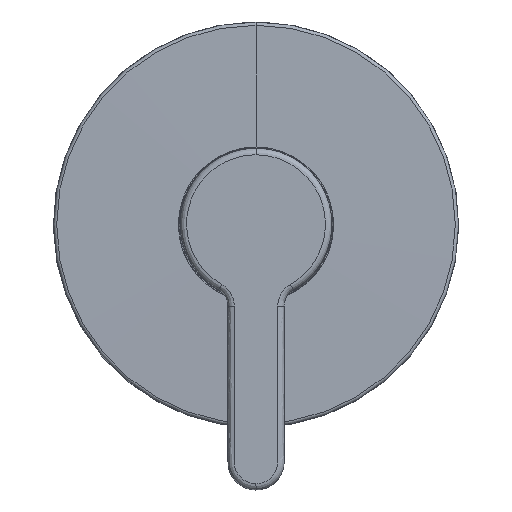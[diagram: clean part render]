
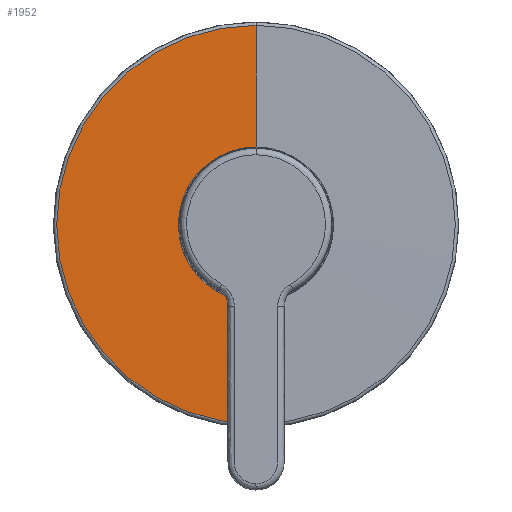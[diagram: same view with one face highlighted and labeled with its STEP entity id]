
A CAD part, top view. The second image highlights one B-rep face of the part: STEP entity #1952.
In plain terms, the highlighted spherical face has radius 4000 mm.
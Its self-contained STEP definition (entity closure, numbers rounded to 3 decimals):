
#47 = SPHERICAL_SURFACE ( 'NONE', #1103, 4000. ) ;
#86 = VERTEX_POINT ( 'NONE', #2137 ) ;
#110 = CARTESIAN_POINT ( 'NONE',  ( 125.328, 33.998, 14.081 ) ) ;
#148 = DIRECTION ( 'NONE',  ( 0., 1., 0. ) ) ;
#186 = DIRECTION ( 'NONE',  ( -1., 0., 0. ) ) ;
#345 = EDGE_CURVE ( 'NONE', #2487, #3049, #2063, .T. ) ;
#443 = EDGE_CURVE ( 'NONE', #86, #3049, #1986, .T. ) ;
#521 = DIRECTION ( 'NONE',  ( 1., 0., 0. ) ) ;
#985 = CARTESIAN_POINT ( 'NONE',  ( 125.328, 58.898, 14.081 ) ) ;
#999 = AXIS2_PLACEMENT_3D ( 'NONE', #3037, #1588, #148 ) ;
#1056 = CARTESIAN_POINT ( 'NONE',  ( 125.328, 58.898, -3985.842 ) ) ;
#1103 = AXIS2_PLACEMENT_3D ( 'NONE', #1056, #2747, #1295 ) ;
#1219 = DIRECTION ( 'NONE',  ( 1., 0., 0. ) ) ;
#1249 = EDGE_CURVE ( 'NONE', #2887, #2487, #1276, .T. ) ;
#1276 = CIRCLE ( 'NONE', #1459, 24.9 ) ;
#1295 = DIRECTION ( 'NONE',  ( 0., -1., 0. ) ) ;
#1336 = FACE_OUTER_BOUND ( 'NONE', #2660, .T. ) ;
#1451 = ORIENTED_EDGE ( 'NONE', *, *, #1249, .F. ) ;
#1459 = AXIS2_PLACEMENT_3D ( 'NONE', #985, #2671, #1219 ) ;
#1588 = DIRECTION ( 'NONE',  ( 0., 0., 1. ) ) ;
#1625 = CARTESIAN_POINT ( 'NONE',  ( 125.328, 58.898, -3985.842 ) ) ;
#1681 = ORIENTED_EDGE ( 'NONE', *, *, #443, .T. ) ;
#1745 = AXIS2_PLACEMENT_3D ( 'NONE', #1625, #186, #1870 ) ;
#1870 = DIRECTION ( 'NONE',  ( 0., -1., 0. ) ) ;
#1952 = ADVANCED_FACE ( 'NONE', ( #1336 ), #47, .T. ) ;
#1960 = CARTESIAN_POINT ( 'NONE',  ( 125.328, 58.898, -3985.842 ) ) ;
#1986 = CIRCLE ( 'NONE', #999, 63.92 ) ;
#2010 = ORIENTED_EDGE ( 'NONE', *, *, #2057, .T. ) ;
#2051 = CIRCLE ( 'NONE', #1745, 4000. ) ;
#2057 = EDGE_CURVE ( 'NONE', #2887, #86, #2051, .T. ) ;
#2063 = CIRCLE ( 'NONE', #2877, 4000. ) ;
#2096 = ORIENTED_EDGE ( 'NONE', *, *, #345, .F. ) ;
#2137 = CARTESIAN_POINT ( 'NONE',  ( 125.328, 122.818, 13.648 ) ) ;
#2210 = DIRECTION ( 'NONE',  ( 0., 0., -1. ) ) ;
#2487 = VERTEX_POINT ( 'NONE', #110 ) ;
#2652 = CARTESIAN_POINT ( 'NONE',  ( 125.328, 83.798, 14.081 ) ) ;
#2660 = EDGE_LOOP ( 'NONE', ( #1451, #2010, #1681, #2096 ) ) ;
#2671 = DIRECTION ( 'NONE',  ( 0., 0., 1. ) ) ;
#2747 = DIRECTION ( 'NONE',  ( -1., 0., 0. ) ) ;
#2750 = CARTESIAN_POINT ( 'NONE',  ( 125.328, -5.021, 13.648 ) ) ;
#2877 = AXIS2_PLACEMENT_3D ( 'NONE', #1960, #521, #2210 ) ;
#2887 = VERTEX_POINT ( 'NONE', #2652 ) ;
#3037 = CARTESIAN_POINT ( 'NONE',  ( 125.328, 58.898, 13.648 ) ) ;
#3049 = VERTEX_POINT ( 'NONE', #2750 ) ;
